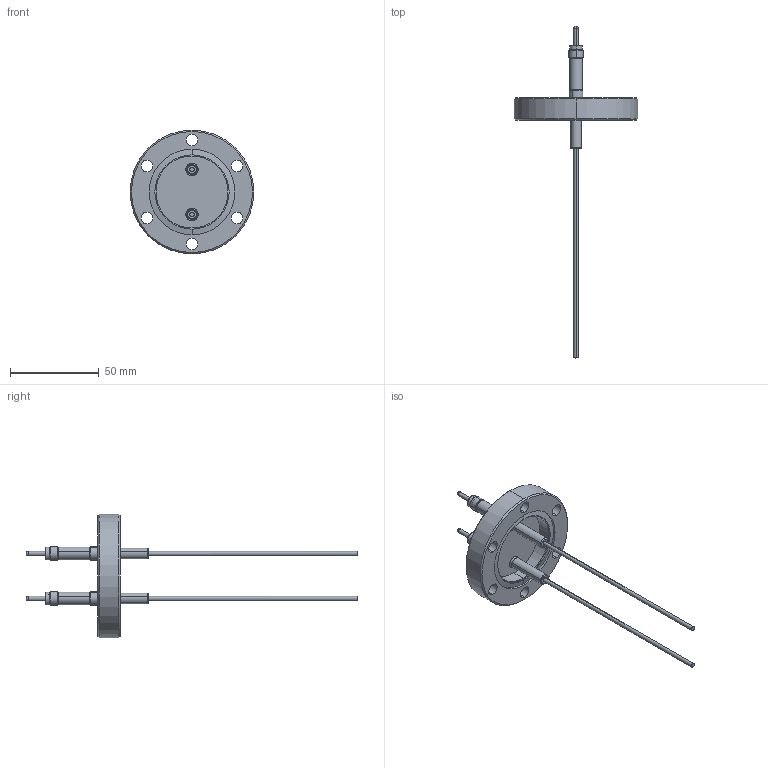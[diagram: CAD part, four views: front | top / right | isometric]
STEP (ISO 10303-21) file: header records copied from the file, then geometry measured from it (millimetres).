
FILE_DESCRIPTION (( 'STEP AP203' ), '1' );
FILE_NAME ('A2523-3-CF.STEP', '2013-06-17T12:22:26', ( '' ), ( '' ), 'SwSTEP 2.0', 'SolidWorks 2012', '' );
FILE_SCHEMA (( 'CONFIG_CONTROL_DESIGN' ));
Length unit declared in the file: inch
Products named in the file (1): A2523-3-CF
Bounding box: 69.85 x 187.45 x 69.85 mm (x, y, z)
Volume: 38857.6 mm3; surface area: 19328.9 mm2
Topology: 1 solids, 3 shells, 162 faces, 350 edges, 216 vertices
Faces by surface type: cylinder 84, cone 34, plane 28, torus 16
Entity records: 4577 total; most frequent: DIRECTION 908, CARTESIAN_POINT 729, ORIENTED_EDGE 700, AXIS2_PLACEMENT_3D 395, EDGE_CURVE 350, CIRCLE 232, VERTEX_POINT 216, EDGE_LOOP 200
